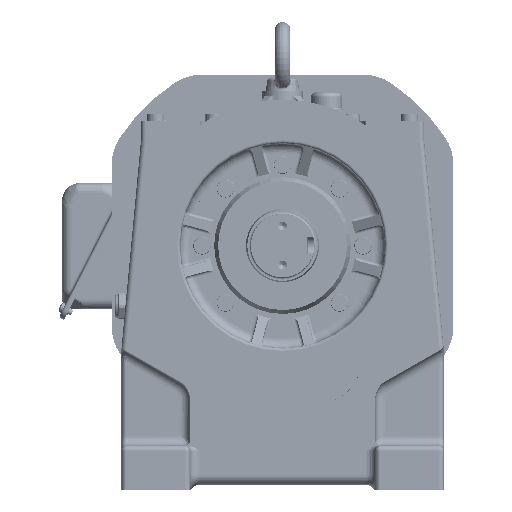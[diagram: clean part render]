
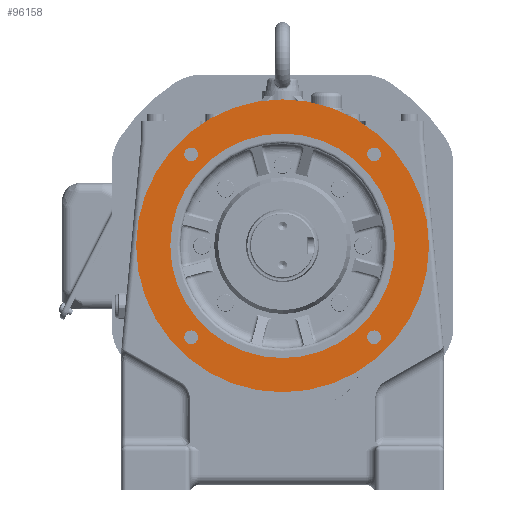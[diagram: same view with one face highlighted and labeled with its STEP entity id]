
A CAD part, front view. The second image highlights one B-rep face of the part: STEP entity #96158.
In plain terms, the highlighted planar face has unit normal (0, -1, 0).
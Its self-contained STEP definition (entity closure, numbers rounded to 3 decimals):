
#5606=PLANE('',#128919);
#44058=ORIENTED_EDGE('',*,*,#60437,.T.);
#44059=ORIENTED_EDGE('',*,*,#60438,.T.);
#44060=ORIENTED_EDGE('',*,*,#60439,.T.);
#44061=ORIENTED_EDGE('',*,*,#60440,.T.);
#44062=ORIENTED_EDGE('',*,*,#60454,.F.);
#44063=ORIENTED_EDGE('',*,*,#60453,.T.);
#60437=EDGE_CURVE('',#70257,#70257,#75234,.T.);
#60438=EDGE_CURVE('',#70258,#70258,#75235,.T.);
#60439=EDGE_CURVE('',#70259,#70259,#75236,.T.);
#60440=EDGE_CURVE('',#70260,#70260,#75237,.T.);
#60453=EDGE_CURVE('',#70267,#70267,#75238,.T.);
#60454=EDGE_CURVE('',#70268,#70268,#75239,.T.);
#70257=VERTEX_POINT('',#194631);
#70258=VERTEX_POINT('',#194634);
#70259=VERTEX_POINT('',#194637);
#70260=VERTEX_POINT('',#194640);
#70267=VERTEX_POINT('',#194667);
#70268=VERTEX_POINT('',#194670);
#75234=CIRCLE('',#128904,7.);
#75235=CIRCLE('',#128906,7.);
#75236=CIRCLE('',#128908,7.);
#75237=CIRCLE('',#128910,7.);
#75238=CIRCLE('',#128918,150.);
#75239=CIRCLE('',#128920,115.);
#81264=EDGE_LOOP('',(#44058));
#81265=EDGE_LOOP('',(#44059));
#81266=EDGE_LOOP('',(#44060));
#81267=EDGE_LOOP('',(#44061));
#81268=EDGE_LOOP('',(#44062));
#81269=EDGE_LOOP('',(#44063));
#88046=FACE_BOUND('',#81264,.T.);
#88047=FACE_BOUND('',#81265,.T.);
#88048=FACE_BOUND('',#81266,.T.);
#88049=FACE_BOUND('',#81267,.T.);
#88050=FACE_BOUND('',#81268,.T.);
#88051=FACE_BOUND('',#81269,.T.);
#96158=ADVANCED_FACE('',(#88046,#88047,#88048,#88049,#88050,#88051),#5606,
 .T.);
#128904=AXIS2_PLACEMENT_3D('',#194630,#153171,#153172);
#128906=AXIS2_PLACEMENT_3D('',#194633,#153175,#153176);
#128908=AXIS2_PLACEMENT_3D('',#194636,#153179,#153180);
#128910=AXIS2_PLACEMENT_3D('',#194639,#153183,#153184);
#128918=AXIS2_PLACEMENT_3D('',#194666,#153211,#153212);
#128919=AXIS2_PLACEMENT_3D('',#194668,#153213,#153214);
#128920=AXIS2_PLACEMENT_3D('',#194669,#153215,#153216);
#153171=DIRECTION('',(0.,1.,0.));
#153172=DIRECTION('',(0.,0.,-1.));
#153175=DIRECTION('',(0.,1.,0.));
#153176=DIRECTION('',(-1.,0.,0.));
#153179=DIRECTION('',(0.,1.,0.));
#153180=DIRECTION('',(0.,0.,1.));
#153183=DIRECTION('',(0.,1.,0.));
#153184=DIRECTION('',(1.,0.,0.));
#153211=DIRECTION('',(0.,-1.,0.));
#153212=DIRECTION('',(0.,0.,1.));
#153213=DIRECTION('',(0.,-1.,0.));
#153214=DIRECTION('',(0.,0.,1.));
#153215=DIRECTION('',(0.,-1.,0.));
#153216=DIRECTION('',(0.,0.,1.));
#194630=CARTESIAN_POINT('',(93.692,-307.,-93.922));
#194631=CARTESIAN_POINT('',(93.692,-307.,-100.922));
#194633=CARTESIAN_POINT('',(-93.692,-307.,-93.922));
#194634=CARTESIAN_POINT('',(-100.692,-307.,-93.922));
#194636=CARTESIAN_POINT('',(-93.692,-307.,93.461));
#194637=CARTESIAN_POINT('',(-93.692,-307.,100.461));
#194639=CARTESIAN_POINT('',(93.692,-307.,93.461));
#194640=CARTESIAN_POINT('',(100.692,-307.,93.461));
#194666=CARTESIAN_POINT('',(0.,-307.,-0.23));
#194667=CARTESIAN_POINT('',(0.,-307.,149.77));
#194668=CARTESIAN_POINT('',(0.,-307.,114.77));
#194669=CARTESIAN_POINT('',(0.,-307.,-0.23));
#194670=CARTESIAN_POINT('',(0.,-307.,114.77));
